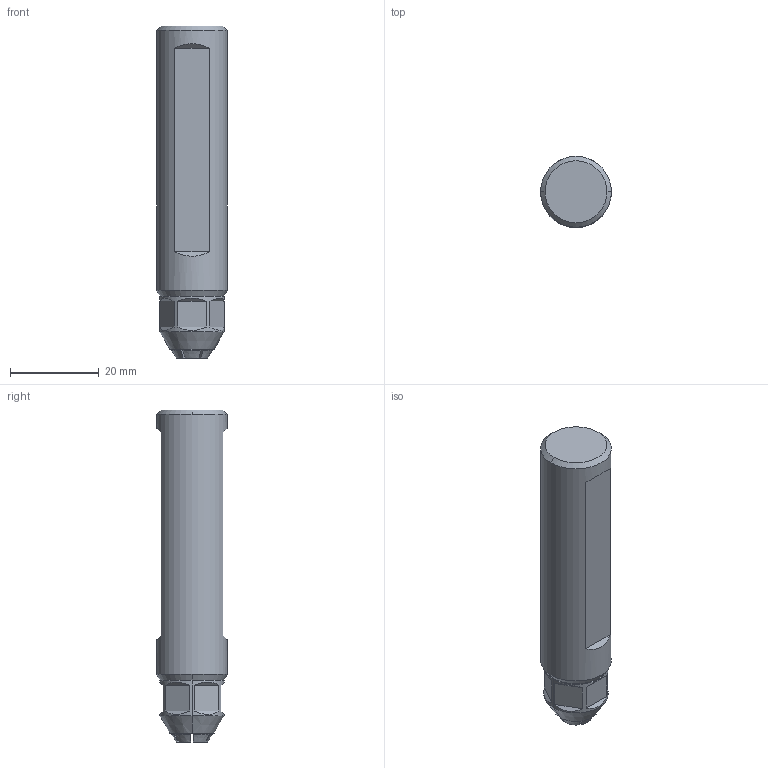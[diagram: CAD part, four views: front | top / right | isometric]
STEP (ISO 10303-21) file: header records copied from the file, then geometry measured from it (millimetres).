
FILE_DESCRIPTION(/* description */ (''),/* implementation_level */ '2;1');
FILE_NAME(/* name */ '1587010491629.stp',/* time_stamp */ '2020-04-16T09:45:21+05:00',/* author */ (''),/* organization */ ('SMS'),/* preprocessor_version */ 'ST-DEVELOPER v16.7',/* originating_system */ 'SIEMENS PLM Software NX 12.0',/* authorisation */ '');
FILE_SCHEMA (('AUTOMOTIVE_DESIGN { 1 0 10303 214 3 1 1 1 }'));
Length unit declared in the file: millimetre
Products named in the file (1): 202943900mod000_00
Bounding box: 16 x 16 x 75 mm (x, y, z)
Volume: 12826 mm3; surface area: 4900.3 mm2
Topology: 1 solids, 1 shells, 120 faces, 356 edges, 240 vertices
Faces by surface type: plane 59, cylinder 26, cone 22, torus 10, bspline 3
Full cylindrical faces by diameter (mm): 5 x1, 16 x1
Entity records: 4875 total; most frequent: CARTESIAN_POINT 1434, ORIENTED_EDGE 756, DIRECTION 654, EDGE_CURVE 378, VERTEX_POINT 279, AXIS2_PLACEMENT_3D 236, LINE 182, VECTOR 182
